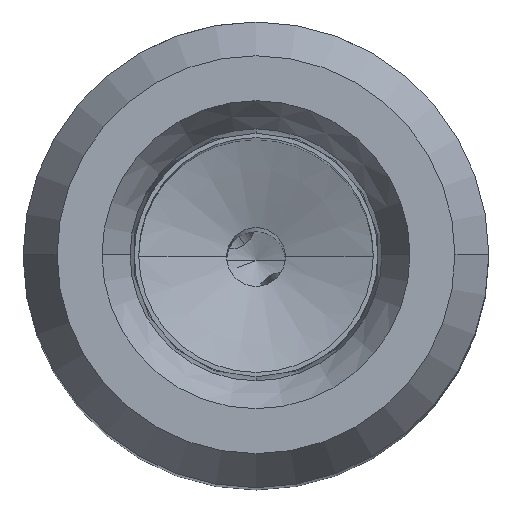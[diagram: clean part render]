
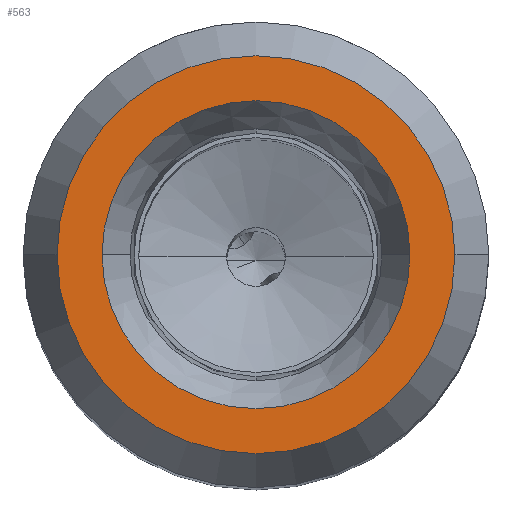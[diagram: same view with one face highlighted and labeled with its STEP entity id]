
A CAD part, top view. The second image highlights one B-rep face of the part: STEP entity #563.
In plain terms, the highlighted planar face has unit normal (0, 0, 1).
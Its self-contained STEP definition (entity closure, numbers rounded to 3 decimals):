
#91=FACE_BOUND('',#1015,.T.);
#92=FACE_BOUND('',#1016,.T.);
#118=PLANE('',#4317);
#563=ADVANCED_FACE('',(#91,#92),#118,.T.);
#1015=EDGE_LOOP('',(#1683,#1684));
#1016=EDGE_LOOP('',(#1685,#1686));
#1683=ORIENTED_EDGE('',*,*,#3428,.T.);
#1684=ORIENTED_EDGE('',*,*,#3406,.T.);
#1685=ORIENTED_EDGE('',*,*,#3424,.T.);
#1686=ORIENTED_EDGE('',*,*,#3427,.T.);
#2951=VERTEX_POINT('',#5620);
#2952=VERTEX_POINT('',#5621);
#2965=VERTEX_POINT('',#5667);
#2966=VERTEX_POINT('',#5668);
#3406=EDGE_CURVE('',#2951,#2952,#4045,.T.);
#3424=EDGE_CURVE('',#2965,#2966,#4052,.T.);
#3427=EDGE_CURVE('',#2966,#2965,#4053,.T.);
#3428=EDGE_CURVE('',#2952,#2951,#4054,.T.);
#4045=CIRCLE('',#4299,5.25);
#4052=CIRCLE('',#4312,6.783);
#4053=CIRCLE('',#4314,6.783);
#4054=CIRCLE('',#4316,5.25);
#4299=AXIS2_PLACEMENT_3D('',#5619,#4685,#4686);
#4312=AXIS2_PLACEMENT_3D('',#5666,#4719,#4720);
#4314=AXIS2_PLACEMENT_3D('',#5672,#4725,#4726);
#4316=AXIS2_PLACEMENT_3D('',#5674,#4729,#4730);
#4317=AXIS2_PLACEMENT_3D('',#5675,#4731,#4732);
#4685=DIRECTION('',(0.,0.,-1.));
#4686=DIRECTION('',(1.,0.,0.));
#4719=DIRECTION('',(0.,0.,1.));
#4720=DIRECTION('',(-1.,0.,0.));
#4725=DIRECTION('',(0.,0.,1.));
#4726=DIRECTION('',(1.,0.,0.));
#4729=DIRECTION('',(0.,0.,-1.));
#4730=DIRECTION('',(-1.,0.,0.));
#4731=DIRECTION('',(0.,0.,1.));
#4732=DIRECTION('',(-1.,0.,0.));
#5619=CARTESIAN_POINT('',(0.,0.,24.5));
#5620=CARTESIAN_POINT('',(5.25,0.,24.5));
#5621=CARTESIAN_POINT('',(-5.25,0.,24.5));
#5666=CARTESIAN_POINT('',(0.,0.,24.5));
#5667=CARTESIAN_POINT('',(-6.783,0.,24.5));
#5668=CARTESIAN_POINT('',(6.783,0.,24.5));
#5672=CARTESIAN_POINT('',(0.,0.,24.5));
#5674=CARTESIAN_POINT('',(0.,0.,24.5));
#5675=CARTESIAN_POINT('',(0.,0.,24.5));
